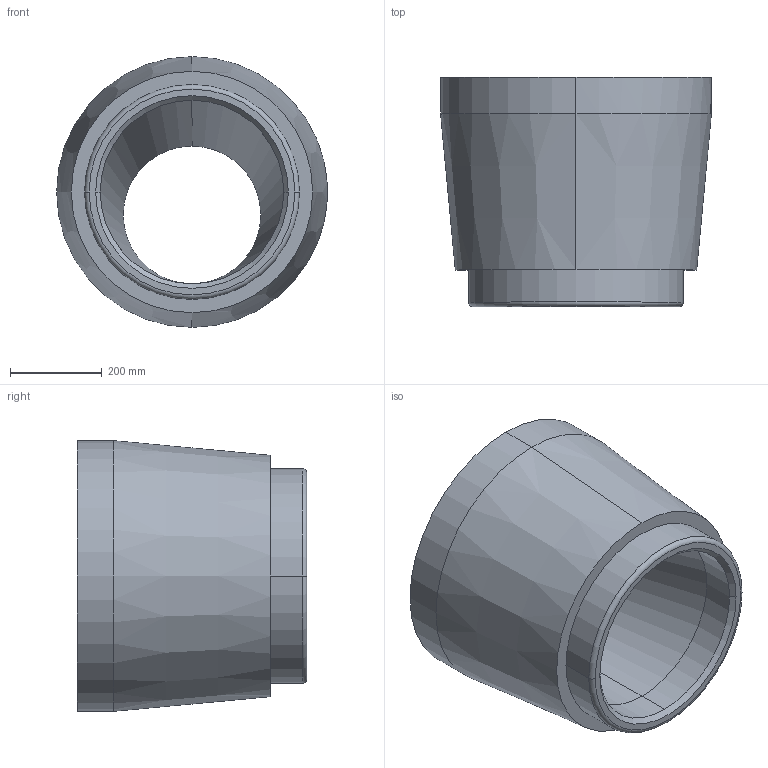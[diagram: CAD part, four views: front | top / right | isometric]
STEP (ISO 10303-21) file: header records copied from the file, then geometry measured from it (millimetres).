
FILE_DESCRIPTION (( 'STEP AP203' ), '1' );
FILE_NAME ('Rudus 1804030 EK-vaihtoliitos 300-400.step', '2020-03-17T19:09:05', ( '' ), ( '' ), 'SwSTEP 2.0', 'SolidWorks 2019', '' );
FILE_SCHEMA (( 'CONFIG_CONTROL_DESIGN' ));
Length unit declared in the file: millimetre
Products named in the file (2): Rudus 1804030 EK-vaihtoliitos 300-400; EK-osa-vaihtoliitos
Assembly tree (1 placements, depth 2):
  Rudus 1804030 EK-vaihtoliitos 300-400
    EK-osa-vaihtoliitos
Bounding box: 590 x 500 x 590 mm (x, y, z)
Volume: 66479822 mm3; surface area: 1723269 mm2
Topology: 1 solids, 1 shells, 105 faces, 271 edges, 176 vertices
Faces by surface type: bspline 62, cylinder 19, plane 14, torus 6, cone 4
Entity records: 14605 total; most frequent: CARTESIAN_POINT 12370, ORIENTED_EDGE 542, EDGE_CURVE 271, DIRECTION 226, B_SPLINE_CURVE_WITH_KNOTS 197, VERTEX_POINT 176, EDGE_LOOP 115, ADVANCED_FACE 105
